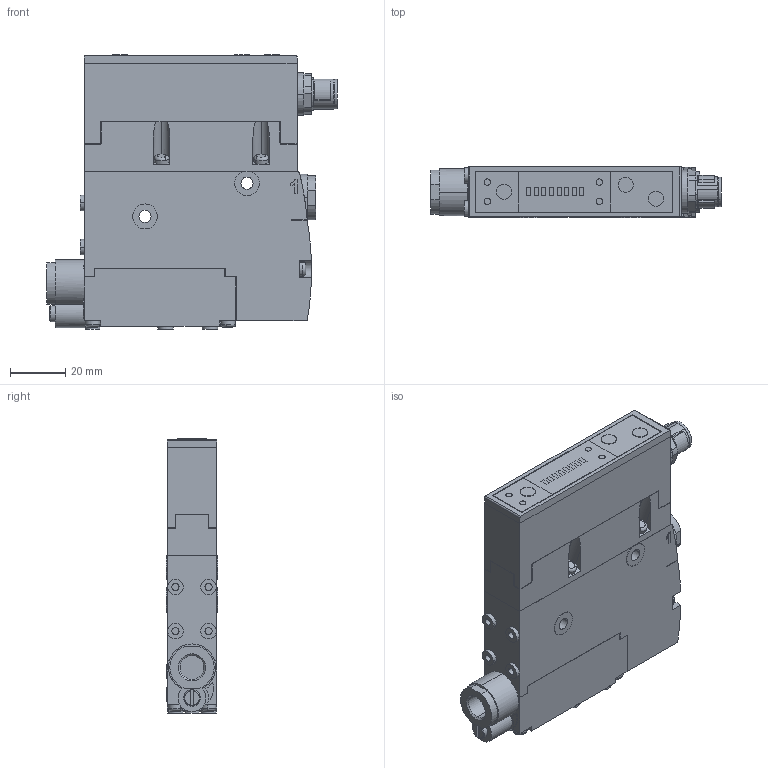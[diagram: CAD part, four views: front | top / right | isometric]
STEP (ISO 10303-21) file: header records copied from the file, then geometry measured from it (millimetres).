
FILE_DESCRIPTION (( 'STEP AP203' ), '1' );
FILE_NAME ('10.02.02.04116.step', '2021-04-14T12:40:56', ( '' ), ( '' ), 'SwSTEP 2.0', 'SolidWorks 2021', '' );
FILE_SCHEMA (( 'CONFIG_CONTROL_DESIGN' ));
Length unit declared in the file: millimetre
Products named in the file (1): 10.02.02.04116
Bounding box: 105 x 18.6 x 99.15 mm (x, y, z)
Volume: 143598.9 mm3; surface area: 45857.2 mm2
Topology: 11 solids, 13 shells, 614 faces, 1512 edges, 999 vertices
Faces by surface type: plane 345, cylinder 213, bspline 27, torus 20, cone 9
Entity records: 19893 total; most frequent: CARTESIAN_POINT 5057, DIRECTION 3084, ORIENTED_EDGE 3024, EDGE_CURVE 1512, AXIS2_PLACEMENT_3D 1086, VERTEX_POINT 999, VECTOR 912, LINE 912
